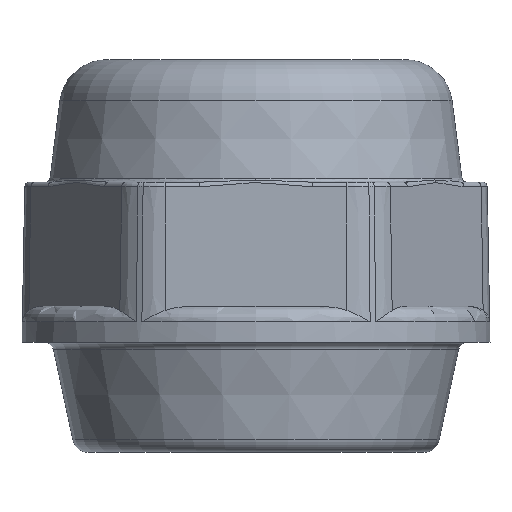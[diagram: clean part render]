
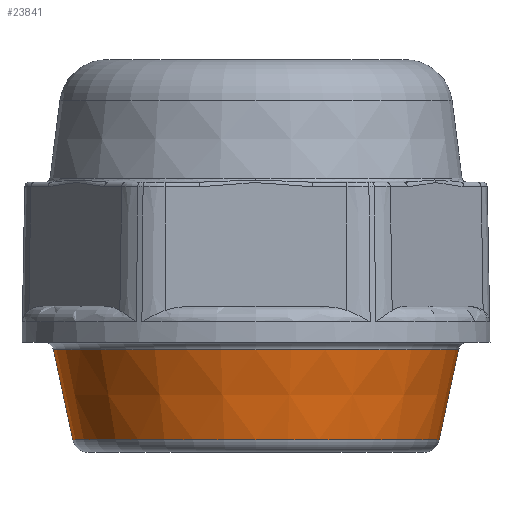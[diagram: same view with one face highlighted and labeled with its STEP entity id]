
A CAD part, front view. The second image highlights one B-rep face of the part: STEP entity #23841.
In plain terms, the highlighted conical face has half-angle 12.095 degrees and reference radius 12.284 mm.
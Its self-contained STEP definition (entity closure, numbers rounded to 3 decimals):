
#1199 = ORIENTED_EDGE ( 'NONE', *, *, #40527, .T. ) ;
#2212 = FACE_OUTER_BOUND ( 'NONE', #6717, .T. ) ;
#2294 = CONICAL_SURFACE ( 'NONE', #41159, 12.284, 0.211 ) ;
#4326 = DIRECTION ( 'NONE',  ( 0.21, 0., 0.978 ) ) ;
#5900 = DIRECTION ( 'NONE',  ( 1., 0., 0. ) ) ;
#6717 = EDGE_LOOP ( 'NONE', ( #34983, #38421, #1199, #22960 ) ) ;
#7169 = AXIS2_PLACEMENT_3D ( 'NONE', #20565, #33248, #24563 ) ;
#8821 = CIRCLE ( 'NONE', #32461, 12.898 ) ;
#9962 = VECTOR ( 'NONE', #12177, 1000. ) ;
#10102 = VERTEX_POINT ( 'NONE', #27200 ) ;
#12177 = DIRECTION ( 'NONE',  ( -0.21, 0., 0.978 ) ) ;
#14724 = VECTOR ( 'NONE', #4326, 1000. ) ;
#16436 = VERTEX_POINT ( 'NONE', #34272 ) ;
#20565 = CARTESIAN_POINT ( 'NONE',  ( 0., 0., -6.21 ) ) ;
#22598 = DIRECTION ( 'NONE',  ( -1., 0., 0. ) ) ;
#22960 = ORIENTED_EDGE ( 'NONE', *, *, #40595, .T. ) ;
#23102 = CARTESIAN_POINT ( 'NONE',  ( 0., 0., -3.342 ) ) ;
#23841 = ADVANCED_FACE ( 'NONE', ( #2212 ), #2294, .T. ) ;
#23895 = CARTESIAN_POINT ( 'NONE',  ( -12.898, 0., -0.474 ) ) ;
#24563 = DIRECTION ( 'NONE',  ( -1., 0., 0. ) ) ;
#27200 = CARTESIAN_POINT ( 'NONE',  ( -11.669, 0., -6.21 ) ) ;
#27675 = CARTESIAN_POINT ( 'NONE',  ( 11.669, 0., -6.21 ) ) ;
#28386 = LINE ( 'NONE', #40576, #14724 ) ;
#29987 = DIRECTION ( 'NONE',  ( 0., 0., 1. ) ) ;
#31757 = LINE ( 'NONE', #52151, #9962 ) ;
#32461 = AXIS2_PLACEMENT_3D ( 'NONE', #37632, #33661, #5900 ) ;
#33248 = DIRECTION ( 'NONE',  ( 0., 0., 1. ) ) ;
#33661 = DIRECTION ( 'NONE',  ( 0., 0., -1. ) ) ;
#34272 = CARTESIAN_POINT ( 'NONE',  ( 12.898, 0., -0.474 ) ) ;
#34983 = ORIENTED_EDGE ( 'NONE', *, *, #47614, .F. ) ;
#35776 = CIRCLE ( 'NONE', #7169, 11.669 ) ;
#36277 = VERTEX_POINT ( 'NONE', #27675 ) ;
#37632 = CARTESIAN_POINT ( 'NONE',  ( 0., 0., -0.474 ) ) ;
#38421 = ORIENTED_EDGE ( 'NONE', *, *, #39680, .T. ) ;
#39680 = EDGE_CURVE ( 'NONE', #10102, #36277, #35776, .T. ) ;
#40433 = VERTEX_POINT ( 'NONE', #23895 ) ;
#40527 = EDGE_CURVE ( 'NONE', #36277, #16436, #28386, .T. ) ;
#40576 = CARTESIAN_POINT ( 'NONE',  ( 11.669, 0., -6.21 ) ) ;
#40595 = EDGE_CURVE ( 'NONE', #16436, #40433, #8821, .T. ) ;
#41159 = AXIS2_PLACEMENT_3D ( 'NONE', #23102, #29987, #22598 ) ;
#47614 = EDGE_CURVE ( 'NONE', #10102, #40433, #31757, .T. ) ;
#52151 = CARTESIAN_POINT ( 'NONE',  ( -11.669, 0., -6.21 ) ) ;
